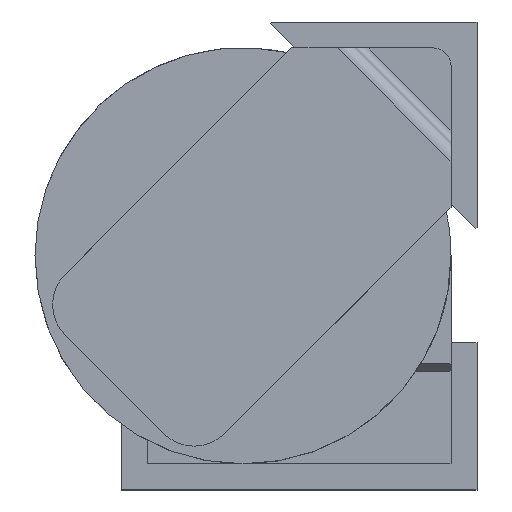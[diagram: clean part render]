
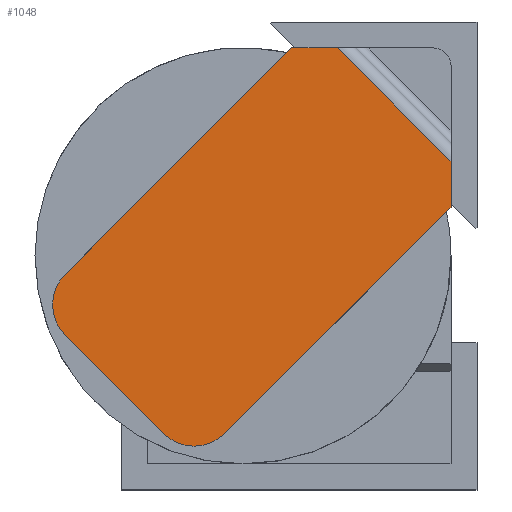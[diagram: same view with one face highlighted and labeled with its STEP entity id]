
A CAD part, top view. The second image highlights one B-rep face of the part: STEP entity #1048.
In plain terms, the highlighted planar face has unit normal (0, 0, 1).
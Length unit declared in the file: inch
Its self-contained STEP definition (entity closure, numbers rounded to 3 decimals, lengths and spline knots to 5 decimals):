
#14 = DIRECTION ( 'NONE',  ( 0., 0., 1. ) ) ;
#24 = CARTESIAN_POINT ( 'NONE',  ( 0.09449, 0.04292, 0.069 ) ) ;
#41 = CARTESIAN_POINT ( 'NONE',  ( 0.04292, 0.09449, 0.069 ) ) ;
#64 = CARTESIAN_POINT ( 'NONE',  ( 0.04292, 0.09449, 0.069 ) ) ;
#74 = CARTESIAN_POINT ( 'NONE',  ( -0.21654, 0., 0.069 ) ) ;
#94 = ORIENTED_EDGE ( 'NONE', *, *, #1197, .T. ) ;
#113 = VERTEX_POINT ( 'NONE', #945 ) ;
#114 = VERTEX_POINT ( 'NONE', #603 ) ;
#126 = VERTEX_POINT ( 'NONE', #1417 ) ;
#172 = VERTEX_POINT ( 'NONE', #1423 ) ;
#186 = VECTOR ( 'NONE', #964, 39.37008 ) ;
#212 = CARTESIAN_POINT ( 'NONE',  ( -0.00831, -0.08071, 0.069 ) ) ;
#216 = CIRCLE ( 'NONE', #1051, 0.01969 ) ;
#217 = ORIENTED_EDGE ( 'NONE', *, *, #378, .T. ) ;
#231 = CARTESIAN_POINT ( 'NONE',  ( 0.09449, 0.02213, 0.069 ) ) ;
#260 = CARTESIAN_POINT ( 'NONE',  ( 0.02213, 0.09449, 0.069 ) ) ;
#347 = ORIENTED_EDGE ( 'NONE', *, *, #817, .T. ) ;
#378 = EDGE_CURVE ( 'NONE', #126, #113, #1190, .T. ) ;
#409 = VERTEX_POINT ( 'NONE', #463 ) ;
#463 = CARTESIAN_POINT ( 'NONE',  ( 0.09449, 0.02213, 0.069 ) ) ;
#468 = CARTESIAN_POINT ( 'NONE',  ( -0.02222, -0.06678, 0.069 ) ) ;
#477 = LINE ( 'NONE', #41, #877 ) ;
#487 = LINE ( 'NONE', #24, #1123 ) ;
#496 = EDGE_CURVE ( 'NONE', #113, #891, #573, .T. ) ;
#515 = CIRCLE ( 'NONE', #875, 0.01969 ) ;
#559 = VERTEX_POINT ( 'NONE', #829 ) ;
#570 = VERTEX_POINT ( 'NONE', #64 ) ;
#573 = LINE ( 'NONE', #681, #610 ) ;
#581 = DIRECTION ( 'NONE',  ( -0.707, 0.707, 0. ) ) ;
#598 = DIRECTION ( 'NONE',  ( -0.707, -0.707, 0. ) ) ;
#599 = DIRECTION ( 'NONE',  ( -1., 0., 0. ) ) ;
#603 = CARTESIAN_POINT ( 'NONE',  ( 0.09449, 0.04292, 0.069 ) ) ;
#610 = VECTOR ( 'NONE', #1036, 39.37008 ) ;
#681 = CARTESIAN_POINT ( 'NONE',  ( -0.08071, -0.03614, 0.069 ) ) ;
#687 = DIRECTION ( 'NONE',  ( 0., 1., 0. ) ) ;
#693 = LINE ( 'NONE', #231, #1457 ) ;
#699 = CARTESIAN_POINT ( 'NONE',  ( -0.03614, -0.08071, 0.069 ) ) ;
#718 = LINE ( 'NONE', #260, #186 ) ;
#735 = ORIENTED_EDGE ( 'NONE', *, *, #738, .T. ) ;
#738 = EDGE_CURVE ( 'NONE', #1122, #409, #995, .T. ) ;
#744 = CARTESIAN_POINT ( 'NONE',  ( -0.00831, -0.08071, 0.069 ) ) ;
#749 = CARTESIAN_POINT ( 'NONE',  ( -0.06678, -0.02222, 0.069 ) ) ;
#817 = EDGE_CURVE ( 'NONE', #891, #172, #515, .T. ) ;
#829 = CARTESIAN_POINT ( 'NONE',  ( 0.02213, 0.09449, 0.069 ) ) ;
#859 = FACE_OUTER_BOUND ( 'NONE', #879, .T. ) ;
#867 = DIRECTION ( 'NONE',  ( 1., 0., 0. ) ) ;
#869 = EDGE_CURVE ( 'NONE', #409, #114, #693, .T. ) ;
#875 = AXIS2_PLACEMENT_3D ( 'NONE', #468, #14, #1034 ) ;
#876 = ORIENTED_EDGE ( 'NONE', *, *, #1185, .T. ) ;
#877 = VECTOR ( 'NONE', #599, 39.37008 ) ;
#878 = DIRECTION ( 'NONE',  ( 0., 0., 1. ) ) ;
#879 = EDGE_LOOP ( 'NONE', ( #1050, #1356, #217, #1386, #347, #94, #735, #1345, #876 ) ) ;
#891 = VERTEX_POINT ( 'NONE', #699 ) ;
#899 = AXIS2_PLACEMENT_3D ( 'NONE', #749, #1217, #931 ) ;
#931 = DIRECTION ( 'NONE',  ( -0.707, 0.707, 0. ) ) ;
#945 = CARTESIAN_POINT ( 'NONE',  ( -0.08071, -0.03614, 0.069 ) ) ;
#964 = DIRECTION ( 'NONE',  ( -0.707, -0.707, 0. ) ) ;
#966 = EDGE_CURVE ( 'NONE', #559, #126, #718, .T. ) ;
#992 = EDGE_CURVE ( 'NONE', #570, #559, #477, .T. ) ;
#995 = LINE ( 'NONE', #212, #1145 ) ;
#1002 = PLANE ( 'NONE',  #1095 ) ;
#1034 = DIRECTION ( 'NONE',  ( -0.707, -0.707, 0. ) ) ;
#1036 = DIRECTION ( 'NONE',  ( 0.707, -0.707, 0. ) ) ;
#1048 = ADVANCED_FACE ( 'NONE', ( #859 ), #1002, .T. ) ;
#1050 = ORIENTED_EDGE ( 'NONE', *, *, #992, .T. ) ;
#1051 = AXIS2_PLACEMENT_3D ( 'NONE', #1172, #1054, #598 ) ;
#1054 = DIRECTION ( 'NONE',  ( 0., 0., 1. ) ) ;
#1095 = AXIS2_PLACEMENT_3D ( 'NONE', #74, #878, #867 ) ;
#1122 = VERTEX_POINT ( 'NONE', #744 ) ;
#1123 = VECTOR ( 'NONE', #581, 39.37008 ) ;
#1127 = DIRECTION ( 'NONE',  ( 0.707, 0.707, 0. ) ) ;
#1145 = VECTOR ( 'NONE', #1127, 39.37008 ) ;
#1172 = CARTESIAN_POINT ( 'NONE',  ( -0.02222, -0.06678, 0.069 ) ) ;
#1185 = EDGE_CURVE ( 'NONE', #114, #570, #487, .T. ) ;
#1190 = CIRCLE ( 'NONE', #899, 0.01969 ) ;
#1197 = EDGE_CURVE ( 'NONE', #172, #1122, #216, .T. ) ;
#1217 = DIRECTION ( 'NONE',  ( 0., 0., 1. ) ) ;
#1345 = ORIENTED_EDGE ( 'NONE', *, *, #869, .T. ) ;
#1356 = ORIENTED_EDGE ( 'NONE', *, *, #966, .T. ) ;
#1386 = ORIENTED_EDGE ( 'NONE', *, *, #496, .T. ) ;
#1417 = CARTESIAN_POINT ( 'NONE',  ( -0.08071, -0.00831, 0.069 ) ) ;
#1423 = CARTESIAN_POINT ( 'NONE',  ( -0.02222, -0.08647, 0.069 ) ) ;
#1457 = VECTOR ( 'NONE', #687, 39.37008 ) ;
